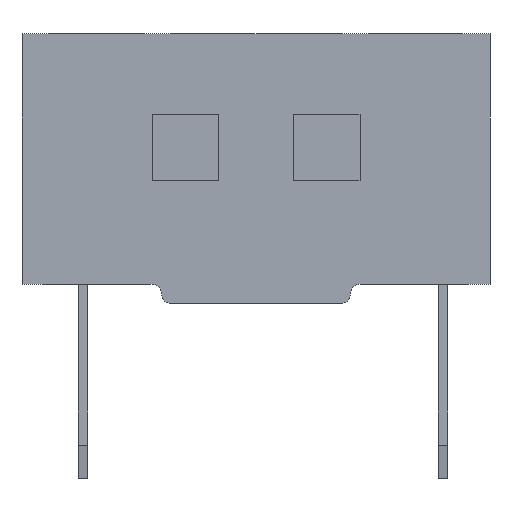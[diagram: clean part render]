
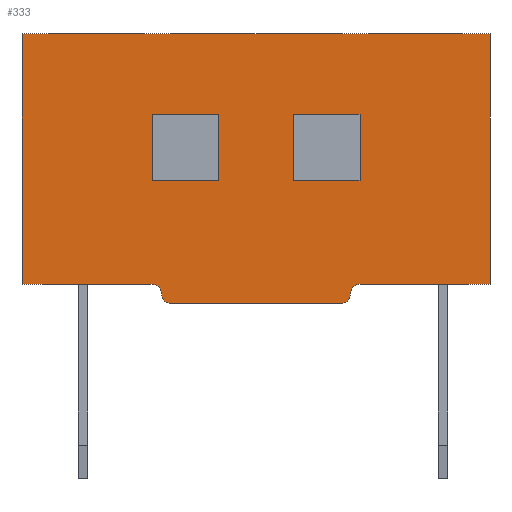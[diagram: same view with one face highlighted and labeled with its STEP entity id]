
A CAD part, left-side view. The second image highlights one B-rep face of the part: STEP entity #333.
In plain terms, the highlighted planar face has unit normal (-1, 0, 0).
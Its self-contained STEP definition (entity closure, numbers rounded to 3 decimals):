
#333 = ADVANCED_FACE( '', ( #705, #706, #707 ), #708, .F. );
#705 = FACE_BOUND( '', #1150, .T. );
#706 = FACE_BOUND( '', #1151, .T. );
#707 = FACE_OUTER_BOUND( '', #1152, .T. );
#708 = PLANE( '', #1153 );
#1150 = EDGE_LOOP( '', ( #1881, #1882, #1883, #1884 ) );
#1151 = EDGE_LOOP( '', ( #1885, #1886, #1887, #1888 ) );
#1152 = EDGE_LOOP( '', ( #1889, #1890, #1891, #1892, #1893, #1894, #1895, #1896, #1897, #1898 ) );
#1153 = AXIS2_PLACEMENT_3D( '', #1899, #1900, #1901 );
#1881 = ORIENTED_EDGE( '', *, *, #3011, .F. );
#1882 = ORIENTED_EDGE( '', *, *, #3015, .F. );
#1883 = ORIENTED_EDGE( '', *, *, #3016, .F. );
#1884 = ORIENTED_EDGE( '', *, *, #2896, .F. );
#1885 = ORIENTED_EDGE( '', *, *, #2947, .F. );
#1886 = ORIENTED_EDGE( '', *, *, #3017, .F. );
#1887 = ORIENTED_EDGE( '', *, *, #3018, .F. );
#1888 = ORIENTED_EDGE( '', *, *, #2924, .F. );
#1889 = ORIENTED_EDGE( '', *, *, #2868, .T. );
#1890 = ORIENTED_EDGE( '', *, *, #3019, .T. );
#1891 = ORIENTED_EDGE( '', *, *, #2937, .T. );
#1892 = ORIENTED_EDGE( '', *, *, #2941, .F. );
#1893 = ORIENTED_EDGE( '', *, *, #2996, .T. );
#1894 = ORIENTED_EDGE( '', *, *, #2979, .T. );
#1895 = ORIENTED_EDGE( '', *, *, #3020, .T. );
#1896 = ORIENTED_EDGE( '', *, *, #3021, .F. );
#1897 = ORIENTED_EDGE( '', *, *, #3022, .F. );
#1898 = ORIENTED_EDGE( '', *, *, #3023, .T. );
#1899 = CARTESIAN_POINT( '', ( -3.04, 4.95, 5.3 ) );
#1900 = DIRECTION( '', ( 1., 0., 0. ) );
#1901 = DIRECTION( '', ( 0., 0., -1. ) );
#2868 = EDGE_CURVE( '', #3435, #3433, #3436, .T. );
#2896 = EDGE_CURVE( '', #3484, #3485, #3486, .T. );
#2924 = EDGE_CURVE( '', #3529, #3530, #3531, .T. );
#2937 = EDGE_CURVE( '', #3552, #3553, #3554, .F. );
#2941 = EDGE_CURVE( '', #3558, #3553, #3559, .T. );
#2947 = EDGE_CURVE( '', #3566, #3529, #3567, .T. );
#2979 = EDGE_CURVE( '', #3619, #3617, #3620, .T. );
#2996 = EDGE_CURVE( '', #3558, #3619, #3641, .F. );
#3011 = EDGE_CURVE( '', #3662, #3484, #3663, .T. );
#3015 = EDGE_CURVE( '', #3668, #3662, #3669, .T. );
#3016 = EDGE_CURVE( '', #3485, #3668, #3670, .T. );
#3017 = EDGE_CURVE( '', #3671, #3566, #3672, .T. );
#3018 = EDGE_CURVE( '', #3530, #3671, #3673, .T. );
#3019 = EDGE_CURVE( '', #3433, #3552, #3674, .T. );
#3020 = EDGE_CURVE( '', #3617, #3675, #3676, .T. );
#3021 = EDGE_CURVE( '', #3677, #3675, #3678, .T. );
#3022 = EDGE_CURVE( '', #3679, #3677, #3680, .T. );
#3023 = EDGE_CURVE( '', #3679, #3435, #3681, .T. );
#3433 = VERTEX_POINT( '', #4247 );
#3435 = VERTEX_POINT( '', #4250 );
#3436 = LINE( '', #4251, #4252 );
#3484 = VERTEX_POINT( '', #4319 );
#3485 = VERTEX_POINT( '', #4320 );
#3486 = LINE( '', #4321, #4322 );
#3529 = VERTEX_POINT( '', #4386 );
#3530 = VERTEX_POINT( '', #4387 );
#3531 = LINE( '', #4388, #4389 );
#3552 = VERTEX_POINT( '', #4420 );
#3553 = VERTEX_POINT( '', #4421 );
#3554 = CIRCLE( '', #4422, 0.2 );
#3558 = VERTEX_POINT( '', #4428 );
#3559 = LINE( '', #4429, #4430 );
#3566 = VERTEX_POINT( '', #4440 );
#3567 = LINE( '', #4441, #4442 );
#3617 = VERTEX_POINT( '', #4515 );
#3619 = VERTEX_POINT( '', #4518 );
#3620 = CIRCLE( '', #4519, 0.2 );
#3641 = CIRCLE( '', #4551, 0.2 );
#3662 = VERTEX_POINT( '', #4586 );
#3663 = LINE( '', #4587, #4588 );
#3668 = VERTEX_POINT( '', #4595 );
#3669 = LINE( '', #4596, #4597 );
#3670 = LINE( '', #4598, #4599 );
#3671 = VERTEX_POINT( '', #4600 );
#3672 = LINE( '', #4601, #4602 );
#3673 = LINE( '', #4603, #4604 );
#3674 = CIRCLE( '', #4605, 0.2 );
#3675 = VERTEX_POINT( '', #4606 );
#3676 = LINE( '', #4607, #4608 );
#3677 = VERTEX_POINT( '', #4609 );
#3678 = LINE( '', #4610, #4611 );
#3679 = VERTEX_POINT( '', #4612 );
#3680 = LINE( '', #4613, #4614 );
#3681 = LINE( '', #4615, #4616 );
#4247 = CARTESIAN_POINT( '', ( -3.04, 2.2, 0. ) );
#4250 = CARTESIAN_POINT( '', ( -3.04, 4.95, 0. ) );
#4251 = CARTESIAN_POINT( '', ( -3.04, 4.95, 0. ) );
#4252 = VECTOR( '', #5275, 1000. );
#4319 = CARTESIAN_POINT( '', ( -3.04, 2.2, 2.2 ) );
#4320 = CARTESIAN_POINT( '', ( -3.04, 0.8, 2.2 ) );
#4321 = CARTESIAN_POINT( '', ( -3.04, 2.2, 2.2 ) );
#4322 = VECTOR( '', #5305, 1000. );
#4386 = CARTESIAN_POINT( '', ( -3.04, -2.2, 3.6 ) );
#4387 = CARTESIAN_POINT( '', ( -3.04, -0.8, 3.6 ) );
#4388 = CARTESIAN_POINT( '', ( -3.04, -2.2, 3.6 ) );
#4389 = VECTOR( '', #5322, 1000. );
#4420 = CARTESIAN_POINT( '', ( -3.04, 2., -0.2 ) );
#4421 = CARTESIAN_POINT( '', ( -3.04, 1.8, -0.4 ) );
#4422 = AXIS2_PLACEMENT_3D( '', #5333, #5334, #5335 );
#4428 = CARTESIAN_POINT( '', ( -3.04, -1.8, -0.4 ) );
#4429 = CARTESIAN_POINT( '', ( -3.04, -2., -0.4 ) );
#4430 = VECTOR( '', #5338, 1000. );
#4440 = CARTESIAN_POINT( '', ( -3.04, -2.2, 2.2 ) );
#4441 = CARTESIAN_POINT( '', ( -3.04, -2.2, 2.2 ) );
#4442 = VECTOR( '', #5342, 1000. );
#4515 = CARTESIAN_POINT( '', ( -3.04, -2.2, 0. ) );
#4518 = CARTESIAN_POINT( '', ( -3.04, -2., -0.2 ) );
#4519 = AXIS2_PLACEMENT_3D( '', #5363, #5364, #5365 );
#4551 = AXIS2_PLACEMENT_3D( '', #5371, #5372, #5373 );
#4586 = CARTESIAN_POINT( '', ( -3.04, 2.2, 3.6 ) );
#4587 = CARTESIAN_POINT( '', ( -3.04, 2.2, 3.6 ) );
#4588 = VECTOR( '', #5382, 1000. );
#4595 = CARTESIAN_POINT( '', ( -3.04, 0.8, 3.6 ) );
#4596 = CARTESIAN_POINT( '', ( -3.04, 0.8, 3.6 ) );
#4597 = VECTOR( '', #5385, 1000. );
#4598 = CARTESIAN_POINT( '', ( -3.04, 0.8, 2.2 ) );
#4599 = VECTOR( '', #5386, 1000. );
#4600 = CARTESIAN_POINT( '', ( -3.04, -0.8, 2.2 ) );
#4601 = CARTESIAN_POINT( '', ( -3.04, -0.8, 2.2 ) );
#4602 = VECTOR( '', #5387, 1000. );
#4603 = CARTESIAN_POINT( '', ( -3.04, -0.8, 3.6 ) );
#4604 = VECTOR( '', #5388, 1000. );
#4605 = AXIS2_PLACEMENT_3D( '', #5389, #5390, #5391 );
#4606 = CARTESIAN_POINT( '', ( -3.04, -4.95, 0. ) );
#4607 = CARTESIAN_POINT( '', ( -3.04, 4.95, 0. ) );
#4608 = VECTOR( '', #5392, 1000. );
#4609 = CARTESIAN_POINT( '', ( -3.04, -4.95, 5.3 ) );
#4610 = CARTESIAN_POINT( '', ( -3.04, -4.95, 5.3 ) );
#4611 = VECTOR( '', #5393, 1000. );
#4612 = CARTESIAN_POINT( '', ( -3.04, 4.95, 5.3 ) );
#4613 = CARTESIAN_POINT( '', ( -3.04, 4.95, 5.3 ) );
#4614 = VECTOR( '', #5394, 1000. );
#4615 = CARTESIAN_POINT( '', ( -3.04, 4.95, 5.3 ) );
#4616 = VECTOR( '', #5395, 1000. );
#5275 = DIRECTION( '', ( 0., -1., 0. ) );
#5305 = DIRECTION( '', ( 0., -1., 0. ) );
#5322 = DIRECTION( '', ( 0., 1., 0. ) );
#5333 = CARTESIAN_POINT( '', ( -3.04, 1.8, -0.2 ) );
#5334 = DIRECTION( '', ( 1., 0., 0. ) );
#5335 = DIRECTION( '', ( 0., 0., -1. ) );
#5338 = DIRECTION( '', ( 0., 1., 0. ) );
#5342 = DIRECTION( '', ( 0., 0., 1. ) );
#5363 = CARTESIAN_POINT( '', ( -3.04, -2.2, -0.2 ) );
#5364 = DIRECTION( '', ( 1., 0., 0. ) );
#5365 = DIRECTION( '', ( 0., 0., -1. ) );
#5371 = CARTESIAN_POINT( '', ( -3.04, -1.8, -0.2 ) );
#5372 = DIRECTION( '', ( 1., 0., 0. ) );
#5373 = DIRECTION( '', ( 0., 0., -1. ) );
#5382 = DIRECTION( '', ( 0., 0., -1. ) );
#5385 = DIRECTION( '', ( 0., 1., 0. ) );
#5386 = DIRECTION( '', ( 0., 0., 1. ) );
#5387 = DIRECTION( '', ( 0., -1., 0. ) );
#5388 = DIRECTION( '', ( 0., 0., -1. ) );
#5389 = CARTESIAN_POINT( '', ( -3.04, 2.2, -0.2 ) );
#5390 = DIRECTION( '', ( 1., 0., 0. ) );
#5391 = DIRECTION( '', ( 0., 0., -1. ) );
#5392 = DIRECTION( '', ( 0., -1., 0. ) );
#5393 = DIRECTION( '', ( 0., 0., -1. ) );
#5394 = DIRECTION( '', ( 0., -1., 0. ) );
#5395 = DIRECTION( '', ( 0., 0., -1. ) );
